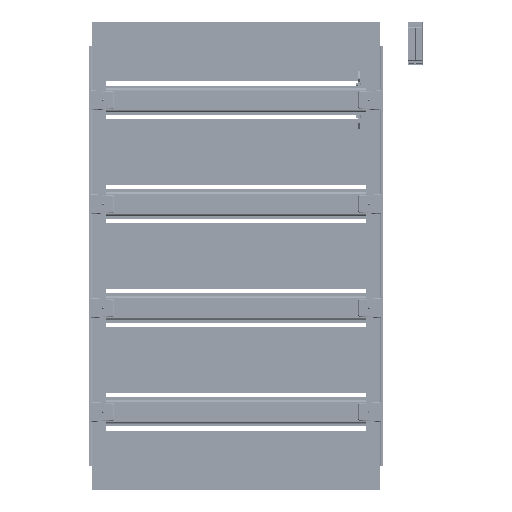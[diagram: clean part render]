
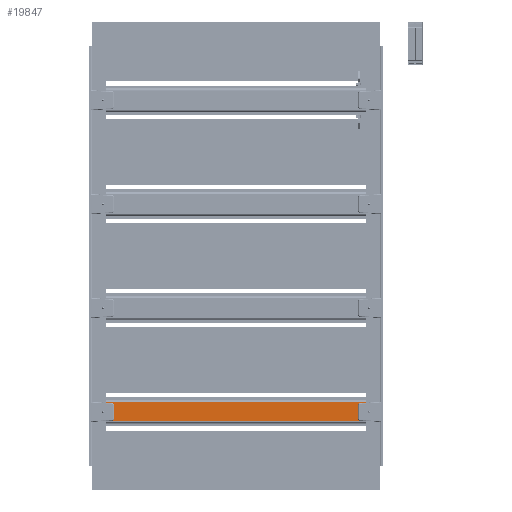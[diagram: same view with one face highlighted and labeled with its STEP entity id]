
A CAD part, front view. The second image highlights one B-rep face of the part: STEP entity #19847.
In plain terms, the highlighted face is planar.
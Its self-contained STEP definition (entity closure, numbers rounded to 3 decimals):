
#1315=FACE_BOUND('',#4478,.T.);
#1316=FACE_BOUND('',#4479,.T.);
#2098=CIRCLE('',#21927,3.5);
#2099=CIRCLE('',#21928,3.5);
#3199=FACE_OUTER_BOUND('',#4477,.T.);
#4477=EDGE_LOOP('',(#17863,#17864,#17865,#17866));
#4478=EDGE_LOOP('',(#17867));
#4479=EDGE_LOOP('',(#17868));
#6113=LINE('',#43029,#7811);
#6129=LINE('',#43081,#7827);
#6143=LINE('',#43116,#7841);
#6144=LINE('',#43118,#7842);
#7811=VECTOR('',#27157,23.);
#7827=VECTOR('',#27201,23.);
#7841=VECTOR('',#27241,345.);
#7842=VECTOR('',#27244,345.);
#9565=VERTEX_POINT('',#43026);
#9566=VERTEX_POINT('',#43028);
#9587=VERTEX_POINT('',#43078);
#9588=VERTEX_POINT('',#43080);
#9597=VERTEX_POINT('',#43119);
#9598=VERTEX_POINT('',#43121);
#12329=EDGE_CURVE('',#9566,#9565,#6113,.T.);
#12355=EDGE_CURVE('',#9587,#9588,#6129,.T.);
#12373=EDGE_CURVE('',#9588,#9565,#6143,.T.);
#12374=EDGE_CURVE('',#9587,#9566,#6144,.T.);
#12375=EDGE_CURVE('',#9597,#9597,#2098,.T.);
#12376=EDGE_CURVE('',#9598,#9598,#2099,.T.);
#17863=ORIENTED_EDGE('',*,*,#12373,.F.);
#17864=ORIENTED_EDGE('',*,*,#12355,.F.);
#17865=ORIENTED_EDGE('',*,*,#12374,.T.);
#17866=ORIENTED_EDGE('',*,*,#12329,.T.);
#17867=ORIENTED_EDGE('',*,*,#12375,.T.);
#17868=ORIENTED_EDGE('',*,*,#12376,.T.);
#18719=PLANE('',#21926);
#19847=ADVANCED_FACE('',(#3199,#1315,#1316),#18719,.T.);
#21926=AXIS2_PLACEMENT_3D('',#43117,#27242,#27243);
#21927=AXIS2_PLACEMENT_3D('',#43120,#27245,#27246);
#21928=AXIS2_PLACEMENT_3D('',#43122,#27247,#27248);
#27157=DIRECTION('',(-1.,0.,0.));
#27201=DIRECTION('',(-1.,0.,0.));
#27241=DIRECTION('',(0.,0.,-1.));
#27242=DIRECTION('center_axis',(0.,1.,0.));
#27243=DIRECTION('ref_axis',(-1.,0.,0.));
#27244=DIRECTION('',(0.,0.,-1.));
#27245=DIRECTION('center_axis',(0.,-1.,0.));
#27246=DIRECTION('ref_axis',(0.,0.,-1.));
#27247=DIRECTION('center_axis',(0.,-1.,0.));
#27248=DIRECTION('ref_axis',(0.,0.,-1.));
#43026=CARTESIAN_POINT('',(-11.5,0.,0.));
#43028=CARTESIAN_POINT('',(11.5,0.,0.));
#43029=CARTESIAN_POINT('',(11.5,0.,0.));
#43078=CARTESIAN_POINT('',(11.5,0.,345.));
#43080=CARTESIAN_POINT('',(-11.5,0.,345.));
#43081=CARTESIAN_POINT('',(11.5,0.,345.));
#43116=CARTESIAN_POINT('',(-11.5,0.,345.));
#43117=CARTESIAN_POINT('Origin',(13.5,0.,0.));
#43118=CARTESIAN_POINT('',(11.5,0.,345.));
#43119=CARTESIAN_POINT('',(0.,0.,338.5));
#43120=CARTESIAN_POINT('Origin',(0.,0.,335.));
#43121=CARTESIAN_POINT('',(0.,0.,13.5));
#43122=CARTESIAN_POINT('Origin',(0.,0.,10.));
